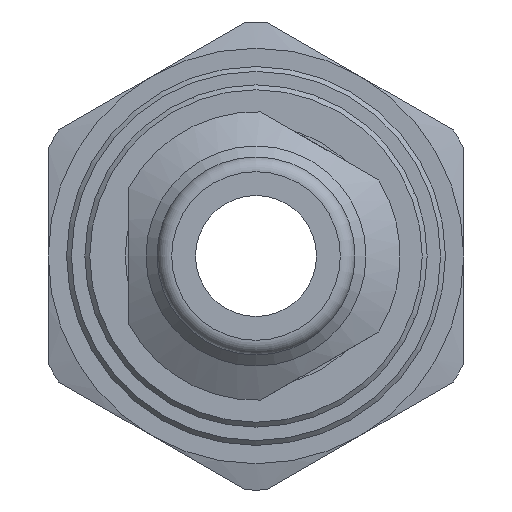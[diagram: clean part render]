
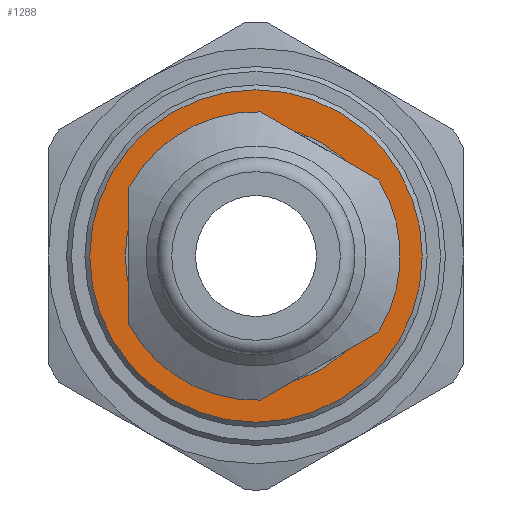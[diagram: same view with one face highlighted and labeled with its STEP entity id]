
A CAD part, left-side view. The second image highlights one B-rep face of the part: STEP entity #1288.
In plain terms, the highlighted planar face has unit normal (-1, 0, 0).
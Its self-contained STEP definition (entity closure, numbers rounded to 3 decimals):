
#1246=CARTESIAN_POINT('',(23.5,6.8,0.));
#1247=VERTEX_POINT('',#1246);
#1248=CARTESIAN_POINT('',(23.5,0.0,0.0));
#1249=DIRECTION('',(1.0,0.0,0.0));
#1250=DIRECTION('',(0.0,-1.0,0.0));
#1251=AXIS2_PLACEMENT_3D('',#1248,#1249,#1250);
#1252=CIRCLE('',#1251,6.8);
#1253=EDGE_CURVE('',#1247,#1247,#1252,.T.);
#1269=CARTESIAN_POINT('',(23.5,5.925,0.0));
#1270=DIRECTION('',(-1.0,0.0,0.0));
#1271=DIRECTION('',(0.0,0.0,1.0));
#1272=AXIS2_PLACEMENT_3D('',#1269,#1270,#1271);
#1273=PLANE('',#1272);
#1274=ORIENTED_EDGE('',*,*,#1253,.F.);
#1275=EDGE_LOOP('',(#1274));
#1276=FACE_OUTER_BOUND('',#1275,.T.);
#1277=CARTESIAN_POINT('',(23.5,5.35,0.));
#1278=VERTEX_POINT('',#1277);
#1279=CARTESIAN_POINT('',(23.5,0.0,0.0));
#1280=DIRECTION('',(-1.0,0.0,0.0));
#1281=DIRECTION('',(0.0,-1.0,0.0));
#1282=AXIS2_PLACEMENT_3D('',#1279,#1280,#1281);
#1283=CIRCLE('',#1282,5.35);
#1284=EDGE_CURVE('',#1278,#1278,#1283,.T.);
#1285=ORIENTED_EDGE('',*,*,#1284,.F.);
#1286=EDGE_LOOP('',(#1285));
#1287=FACE_BOUND('',#1286,.T.);
#1288=ADVANCED_FACE('',(#1276,#1287),#1273,.T.);
